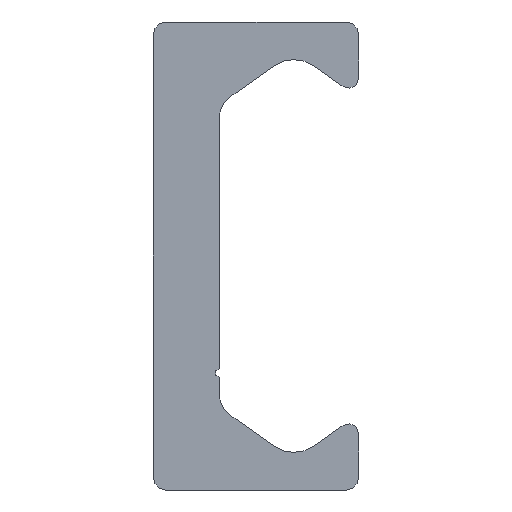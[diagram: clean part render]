
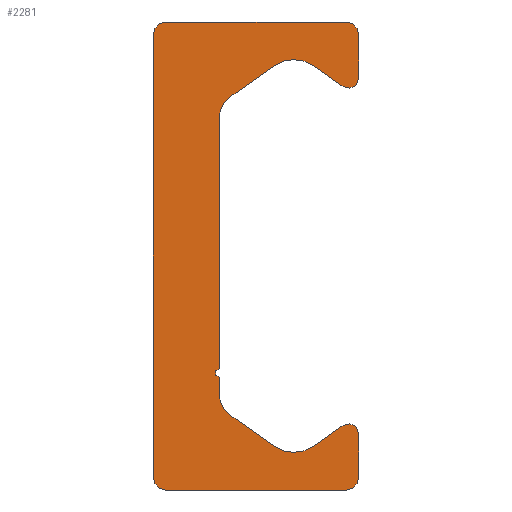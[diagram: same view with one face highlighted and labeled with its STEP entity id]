
A CAD part, left-side view. The second image highlights one B-rep face of the part: STEP entity #2281.
In plain terms, the highlighted planar face has unit normal (-1, 0, 0).
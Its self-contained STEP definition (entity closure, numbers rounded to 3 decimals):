
#1444=CARTESIAN_POINT('',(0.0,5.4,-14.));
#1445=VERTEX_POINT('',#1444);
#1452=CARTESIAN_POINT('',(0.0,6.15,-13.25));
#1453=VERTEX_POINT('',#1452);
#1454=CARTESIAN_POINT('',(0.0,5.4,-13.25));
#1455=DIRECTION('',(1.0,0.0,0.0));
#1456=DIRECTION('',(0.0,0.0,-1.0));
#1457=AXIS2_PLACEMENT_3D('',#1454,#1455,#1456);
#1458=CIRCLE('',#1457,0.75);
#1459=EDGE_CURVE('',#1445,#1453,#1458,.T.);
#1483=CARTESIAN_POINT('',(0.0,-5.4,-14.));
#1484=VERTEX_POINT('',#1483);
#1491=CARTESIAN_POINT('',(0.0,-5.4,-14.));
#1492=DIRECTION('',(0.0,1.0,0.0));
#1493=VECTOR('',#1492,10.8);
#1494=LINE('',#1491,#1493);
#1495=EDGE_CURVE('',#1484,#1445,#1494,.T.);
#1515=CARTESIAN_POINT('',(0.0,-6.15,-13.25));
#1516=VERTEX_POINT('',#1515);
#1523=CARTESIAN_POINT('',(0.0,-5.4,-13.25));
#1524=DIRECTION('',(1.0,0.0,0.0));
#1525=DIRECTION('',(0.0,-1.0,0.0));
#1526=AXIS2_PLACEMENT_3D('',#1523,#1524,#1525);
#1527=CIRCLE('',#1526,0.75);
#1528=EDGE_CURVE('',#1516,#1484,#1527,.T.);
#1547=CARTESIAN_POINT('',(0.0,-6.15,-10.63));
#1548=VERTEX_POINT('',#1547);
#1555=CARTESIAN_POINT('',(0.0,-6.15,-10.63));
#1556=DIRECTION('',(0.0,0.0,-1.0));
#1557=VECTOR('',#1556,2.62);
#1558=LINE('',#1555,#1557);
#1559=EDGE_CURVE('',#1548,#1516,#1558,.T.);
#1579=CARTESIAN_POINT('',(0.0,-5.206,-10.139));
#1580=VERTEX_POINT('',#1579);
#1587=CARTESIAN_POINT('',(0.0,-5.55,-10.63));
#1588=DIRECTION('',(1.0,0.0,0.0));
#1589=DIRECTION('',(0.0,0.574,0.819));
#1590=AXIS2_PLACEMENT_3D('',#1587,#1588,#1589);
#1591=CIRCLE('',#1590,0.6);
#1592=EDGE_CURVE('',#1580,#1548,#1591,.T.);
#1611=CARTESIAN_POINT('',(0.0,-3.417,-11.391));
#1612=VERTEX_POINT('',#1611);
#1619=CARTESIAN_POINT('',(0.0,-3.417,-11.391));
#1620=DIRECTION('',(0.0,-0.819,0.574));
#1621=VECTOR('',#1620,2.184);
#1622=LINE('',#1619,#1621);
#1623=EDGE_CURVE('',#1612,#1580,#1622,.T.);
#1643=CARTESIAN_POINT('',(0.0,-1.123,-11.391));
#1644=VERTEX_POINT('',#1643);
#1651=CARTESIAN_POINT('',(0.0,-2.27,-9.753));
#1652=DIRECTION('',(-1.0,0.0,0.0));
#1653=DIRECTION('',(0.0,0.574,0.819));
#1654=AXIS2_PLACEMENT_3D('',#1651,#1652,#1653);
#1655=CIRCLE('',#1654,2.0);
#1656=EDGE_CURVE('',#1644,#1612,#1655,.T.);
#1675=CARTESIAN_POINT('',(0.0,1.56,-9.512));
#1676=VERTEX_POINT('',#1675);
#1683=CARTESIAN_POINT('',(0.0,1.56,-9.512));
#1684=DIRECTION('',(0.0,-0.819,-0.574));
#1685=VECTOR('',#1684,3.276);
#1686=LINE('',#1683,#1685);
#1687=EDGE_CURVE('',#1676,#1644,#1686,.T.);
#1707=CARTESIAN_POINT('',(0.0,2.2,-8.283));
#1708=VERTEX_POINT('',#1707);
#1715=CARTESIAN_POINT('',(0.0,0.7,-8.283));
#1716=DIRECTION('',(-1.0,0.0,0.0));
#1717=DIRECTION('',(0.0,-0.574,0.819));
#1718=AXIS2_PLACEMENT_3D('',#1715,#1716,#1717);
#1719=CIRCLE('',#1718,1.5);
#1720=EDGE_CURVE('',#1708,#1676,#1719,.T.);
#1739=CARTESIAN_POINT('',(0.0,2.2,-7.25));
#1740=VERTEX_POINT('',#1739);
#1747=CARTESIAN_POINT('',(0.0,2.2,-7.25));
#1748=DIRECTION('',(0.0,0.0,-1.0));
#1749=VECTOR('',#1748,1.033);
#1750=LINE('',#1747,#1749);
#1751=EDGE_CURVE('',#1740,#1708,#1750,.T.);
#1771=CARTESIAN_POINT('',(0.0,2.2,-6.75));
#1772=VERTEX_POINT('',#1771);
#1779=CARTESIAN_POINT('',(0.0,2.2,-7.));
#1780=DIRECTION('',(-1.0,0.0,0.0));
#1781=DIRECTION('',(0.0,0.0,1.0));
#1782=AXIS2_PLACEMENT_3D('',#1779,#1780,#1781);
#1783=CIRCLE('',#1782,0.25);
#1784=EDGE_CURVE('',#1772,#1740,#1783,.T.);
#1803=CARTESIAN_POINT('',(0.0,2.2,8.283));
#1804=VERTEX_POINT('',#1803);
#1811=CARTESIAN_POINT('',(0.0,2.2,8.283));
#1812=DIRECTION('',(0.0,0.0,-1.0));
#1813=VECTOR('',#1812,15.033);
#1814=LINE('',#1811,#1813);
#1815=EDGE_CURVE('',#1804,#1772,#1814,.T.);
#1895=CARTESIAN_POINT('',(0.0,1.56,9.512));
#1896=VERTEX_POINT('',#1895);
#1903=CARTESIAN_POINT('',(0.0,0.7,8.283));
#1904=DIRECTION('',(-1.0,0.0,0.0));
#1905=DIRECTION('',(0.0,-1.0,0.0));
#1906=AXIS2_PLACEMENT_3D('',#1903,#1904,#1905);
#1907=CIRCLE('',#1906,1.5);
#1908=EDGE_CURVE('',#1896,#1804,#1907,.T.);
#1927=CARTESIAN_POINT('',(0.0,-1.123,11.391));
#1928=VERTEX_POINT('',#1927);
#1935=CARTESIAN_POINT('',(0.0,-1.123,11.391));
#1936=DIRECTION('',(0.0,0.819,-0.574));
#1937=VECTOR('',#1936,3.276);
#1938=LINE('',#1935,#1937);
#1939=EDGE_CURVE('',#1928,#1896,#1938,.T.);
#1959=CARTESIAN_POINT('',(0.0,-3.417,11.391));
#1960=VERTEX_POINT('',#1959);
#1967=CARTESIAN_POINT('',(0.0,-2.27,9.753));
#1968=DIRECTION('',(-1.0,0.0,0.0));
#1969=DIRECTION('',(0.0,-0.574,-0.819));
#1970=AXIS2_PLACEMENT_3D('',#1967,#1968,#1969);
#1971=CIRCLE('',#1970,2.0);
#1972=EDGE_CURVE('',#1960,#1928,#1971,.T.);
#1991=CARTESIAN_POINT('',(0.0,-5.206,10.139));
#1992=VERTEX_POINT('',#1991);
#1999=CARTESIAN_POINT('',(0.0,-5.206,10.139));
#2000=DIRECTION('',(0.0,0.819,0.574));
#2001=VECTOR('',#2000,2.184);
#2002=LINE('',#1999,#2001);
#2003=EDGE_CURVE('',#1992,#1960,#2002,.T.);
#2023=CARTESIAN_POINT('',(0.0,-6.15,10.63));
#2024=VERTEX_POINT('',#2023);
#2031=CARTESIAN_POINT('',(0.0,-5.55,10.63));
#2032=DIRECTION('',(1.0,0.0,0.0));
#2033=DIRECTION('',(0.0,-1.0,0.0));
#2034=AXIS2_PLACEMENT_3D('',#2031,#2032,#2033);
#2035=CIRCLE('',#2034,0.6);
#2036=EDGE_CURVE('',#2024,#1992,#2035,.T.);
#2055=CARTESIAN_POINT('',(0.0,-6.15,13.25));
#2056=VERTEX_POINT('',#2055);
#2063=CARTESIAN_POINT('',(0.0,-6.15,13.25));
#2064=DIRECTION('',(0.0,0.0,-1.0));
#2065=VECTOR('',#2064,2.62);
#2066=LINE('',#2063,#2065);
#2067=EDGE_CURVE('',#2056,#2024,#2066,.T.);
#2087=CARTESIAN_POINT('',(0.0,-5.4,14.));
#2088=VERTEX_POINT('',#2087);
#2095=CARTESIAN_POINT('',(0.0,-5.4,13.25));
#2096=DIRECTION('',(1.0,0.0,0.0));
#2097=DIRECTION('',(0.0,0.0,1.0));
#2098=AXIS2_PLACEMENT_3D('',#2095,#2096,#2097);
#2099=CIRCLE('',#2098,0.75);
#2100=EDGE_CURVE('',#2088,#2056,#2099,.T.);
#2119=CARTESIAN_POINT('',(0.0,5.4,14.));
#2120=VERTEX_POINT('',#2119);
#2127=CARTESIAN_POINT('',(0.0,5.4,14.));
#2128=DIRECTION('',(0.0,-1.0,0.0));
#2129=VECTOR('',#2128,10.8);
#2130=LINE('',#2127,#2129);
#2131=EDGE_CURVE('',#2120,#2088,#2130,.T.);
#2151=CARTESIAN_POINT('',(0.0,6.15,13.25));
#2152=VERTEX_POINT('',#2151);
#2159=CARTESIAN_POINT('',(0.0,5.4,13.25));
#2160=DIRECTION('',(1.0,0.0,0.0));
#2161=DIRECTION('',(0.0,1.0,0.0));
#2162=AXIS2_PLACEMENT_3D('',#2159,#2160,#2161);
#2163=CIRCLE('',#2162,0.75);
#2164=EDGE_CURVE('',#2152,#2120,#2163,.T.);
#2182=CARTESIAN_POINT('',(0.0,6.15,-13.25));
#2183=DIRECTION('',(0.0,0.0,1.0));
#2184=VECTOR('',#2183,26.5);
#2185=LINE('',#2182,#2184);
#2186=EDGE_CURVE('',#1453,#2152,#2185,.T.);
#2252=CARTESIAN_POINT('',(0.0,1.352,-0.021));
#2253=DIRECTION('',(1.0,0.0,0.0));
#2254=DIRECTION('',(0.0,0.0,-1.0));
#2255=AXIS2_PLACEMENT_3D('',#2252,#2253,#2254);
#2256=PLANE('',#2255);
#2257=ORIENTED_EDGE('',*,*,#2186,.F.);
#2258=ORIENTED_EDGE('',*,*,#1459,.F.);
#2259=ORIENTED_EDGE('',*,*,#1495,.F.);
#2260=ORIENTED_EDGE('',*,*,#1528,.F.);
#2261=ORIENTED_EDGE('',*,*,#1559,.F.);
#2262=ORIENTED_EDGE('',*,*,#1592,.F.);
#2263=ORIENTED_EDGE('',*,*,#1623,.F.);
#2264=ORIENTED_EDGE('',*,*,#1656,.F.);
#2265=ORIENTED_EDGE('',*,*,#1687,.F.);
#2266=ORIENTED_EDGE('',*,*,#1720,.F.);
#2267=ORIENTED_EDGE('',*,*,#1751,.F.);
#2268=ORIENTED_EDGE('',*,*,#1784,.F.);
#2269=ORIENTED_EDGE('',*,*,#1815,.F.);
#2270=ORIENTED_EDGE('',*,*,#1908,.F.);
#2271=ORIENTED_EDGE('',*,*,#1939,.F.);
#2272=ORIENTED_EDGE('',*,*,#1972,.F.);
#2273=ORIENTED_EDGE('',*,*,#2003,.F.);
#2274=ORIENTED_EDGE('',*,*,#2036,.F.);
#2275=ORIENTED_EDGE('',*,*,#2067,.F.);
#2276=ORIENTED_EDGE('',*,*,#2100,.F.);
#2277=ORIENTED_EDGE('',*,*,#2131,.F.);
#2278=ORIENTED_EDGE('',*,*,#2164,.F.);
#2279=EDGE_LOOP('',(#2257,#2258,#2259,#2260,#2261,#2262,#2263,#2264,#2265,#2266,#2267,#2268,#2269,#2270,#2271,#2272,#2273,#2274,#2275,#2276,#2277,#2278));
#2280=FACE_OUTER_BOUND('',#2279,.T.);
#2281=ADVANCED_FACE('',(#2280),#2256,.F.);
